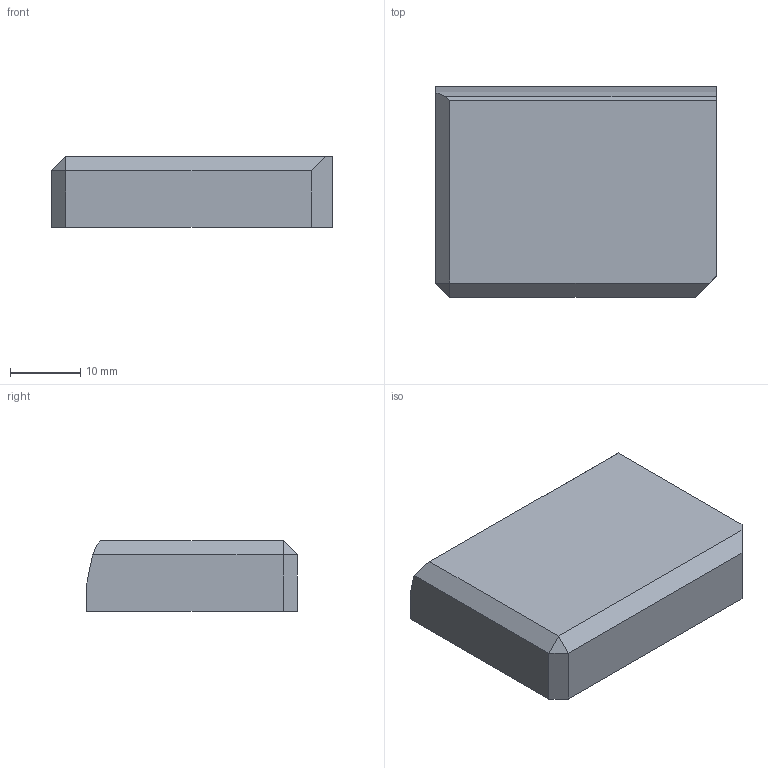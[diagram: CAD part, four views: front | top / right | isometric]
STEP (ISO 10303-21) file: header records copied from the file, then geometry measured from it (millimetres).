
FILE_DESCRIPTION(/* description */ (''),/* implementation_level */ '2;1');
FILE_NAME(/* name */ 'ChamfersConnected.stp',/* time_stamp */ '2022-09-07T12:19:31+02:00',/* author */ ('AndrzejPapierok'),/* organization */ (''),/* preprocessor_version */ 'ST-DEVELOPER v19',/* originating_system */ 'Autodesk Inventor 2023',/* authorisation */ '');
FILE_SCHEMA (('AUTOMOTIVE_DESIGN { 1 0 10303 214 3 1 1 }'));
Length unit declared in the file: millimetre
Products named in the file (1): Part12
Bounding box: 40 x 30 x 10 mm (x, y, z)
Volume: 11640.8 mm3; surface area: 3607.7 mm2
Topology: 1 solids, 1 shells, 14 faces, 33 edges, 21 vertices
Faces by surface type: plane 14
Entity records: 436 total; most frequent: CARTESIAN_POINT 69, ORIENTED_EDGE 66, DIRECTION 63, LINE 33, VECTOR 33, EDGE_CURVE 33, VERTEX_POINT 21, AXIS2_PLACEMENT_3D 15
